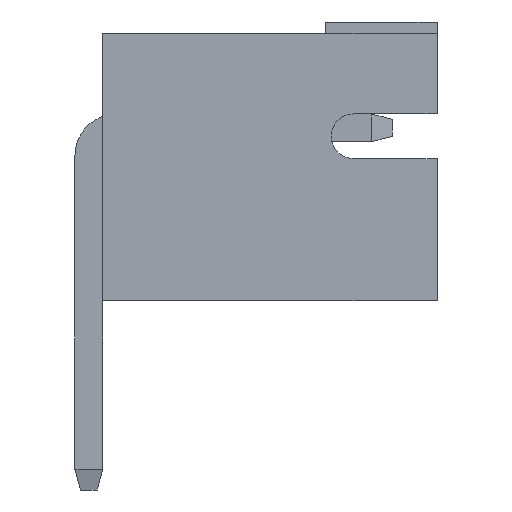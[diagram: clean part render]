
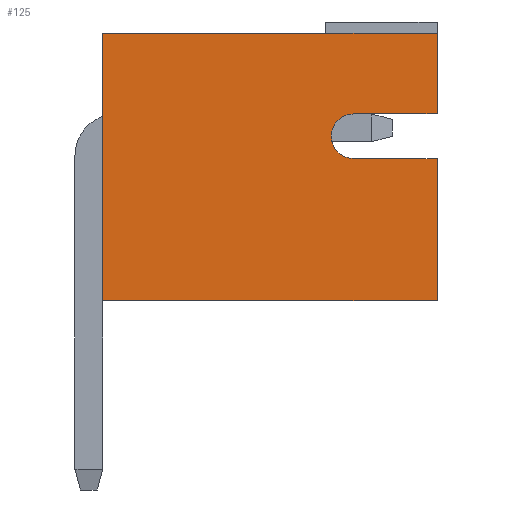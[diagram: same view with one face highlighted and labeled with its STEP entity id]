
A CAD part, left-side view. The second image highlights one B-rep face of the part: STEP entity #125.
In plain terms, the highlighted planar face has unit normal (-1, 0, 0).
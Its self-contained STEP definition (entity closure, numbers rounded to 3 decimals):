
#125=ADVANCED_FACE('',(#1126),#1128,.T.);
#1126=FACE_BOUND('',#1127,.T.);
#1127=EDGE_LOOP('',(#1934,#1935,#1936,#1937,#1938,#1939,#1940,#1941));
#1128=PLANE('',#1129);
#1129=AXIS2_PLACEMENT_3D('',#1130,#1131,#1132);
#1130=CARTESIAN_POINT('',(-1.95,0.,0.));
#1131=DIRECTION('',(-1.,0.,0.));
#1132=DIRECTION('',(0.,0.,1.));
#1934=ORIENTED_EDGE('',*,*,#2519,.T.);
#1935=ORIENTED_EDGE('',*,*,#2479,.T.);
#1936=ORIENTED_EDGE('',*,*,#2513,.T.);
#1937=ORIENTED_EDGE('',*,*,#2520,.T.);
#1938=ORIENTED_EDGE('',*,*,#2521,.T.);
#1939=ORIENTED_EDGE('',*,*,#2522,.T.);
#1940=ORIENTED_EDGE('',*,*,#2523,.T.);
#1941=ORIENTED_EDGE('',*,*,#2524,.T.);
#2479=EDGE_CURVE('',#2786,#2784,#2787,.T.);
#2513=EDGE_CURVE('',#2784,#2848,#2850,.T.);
#2519=EDGE_CURVE('',#2858,#2786,#2859,.F.);
#2520=EDGE_CURVE('',#2848,#2860,#2861,.T.);
#2521=EDGE_CURVE('',#2860,#2862,#2863,.T.);
#2522=EDGE_CURVE('',#2862,#2864,#2865,.T.);
#2523=EDGE_CURVE('',#2864,#2866,#2867,.F.);
#2524=EDGE_CURVE('',#2866,#2858,#2868,.F.);
#2784=VERTEX_POINT('',#3285);
#2786=VERTEX_POINT('',#3289);
#2787=LINE('',#3290,#3291);
#2848=VERTEX_POINT('',#3417);
#2850=LINE('',#3421,#3422);
#2858=VERTEX_POINT('',#3441);
#2859=LINE('',#3442,#3443);
#2860=VERTEX_POINT('',#3445);
#2861=LINE('',#3446,#3447);
#2862=VERTEX_POINT('',#3449);
#2863=LINE('',#3450,#3451);
#2864=VERTEX_POINT('',#3453);
#2865=LINE('',#3454,#3455);
#2866=VERTEX_POINT('',#3457);
#2867=LINE('',#3458,#3459);
#2868=CIRCLE('',#3461,0.4);
#3285=CARTESIAN_POINT('',(-1.95,-6.25,4.8));
#3289=CARTESIAN_POINT('',(-1.95,-6.25,3.35));
#3290=CARTESIAN_POINT('',(-1.95,-6.25,3.35));
#3291=VECTOR('',#3292,1.);
#3292=DIRECTION('',(0.,0.,1.));
#3417=CARTESIAN_POINT('',(-1.95,-0.25,4.8));
#3421=CARTESIAN_POINT('',(-1.95,-6.25,4.8));
#3422=VECTOR('',#3423,1.);
#3423=DIRECTION('',(0.,1.,0.));
#3441=CARTESIAN_POINT('',(-1.95,-4.75,3.35));
#3442=CARTESIAN_POINT('',(-1.95,-6.25,3.35));
#3443=VECTOR('',#3444,1.);
#3444=DIRECTION('',(0.,1.,0.));
#3445=CARTESIAN_POINT('',(-1.95,-0.25,0.));
#3446=CARTESIAN_POINT('',(-1.95,-0.25,4.8));
#3447=VECTOR('',#3448,1.);
#3448=DIRECTION('',(0.,0.,-1.));
#3449=CARTESIAN_POINT('',(-1.95,-6.25,0.));
#3450=CARTESIAN_POINT('',(-1.95,-0.25,0.));
#3451=VECTOR('',#3452,1.);
#3452=DIRECTION('',(0.,-1.,0.));
#3453=CARTESIAN_POINT('',(-1.95,-6.25,2.55));
#3454=CARTESIAN_POINT('',(-1.95,-6.25,0.));
#3455=VECTOR('',#3456,1.);
#3456=DIRECTION('',(0.,0.,1.));
#3457=CARTESIAN_POINT('',(-1.95,-4.75,2.55));
#3458=CARTESIAN_POINT('',(-1.95,-4.75,2.55));
#3459=VECTOR('',#3460,1.);
#3460=DIRECTION('',(0.,-1.,0.));
#3461=AXIS2_PLACEMENT_3D('',#3462,#3463,#3464);
#3462=CARTESIAN_POINT('',(-1.95,-4.75,2.95));
#3463=DIRECTION('',(-1.,0.,0.));
#3464=DIRECTION('',(0.,0.,1.));
